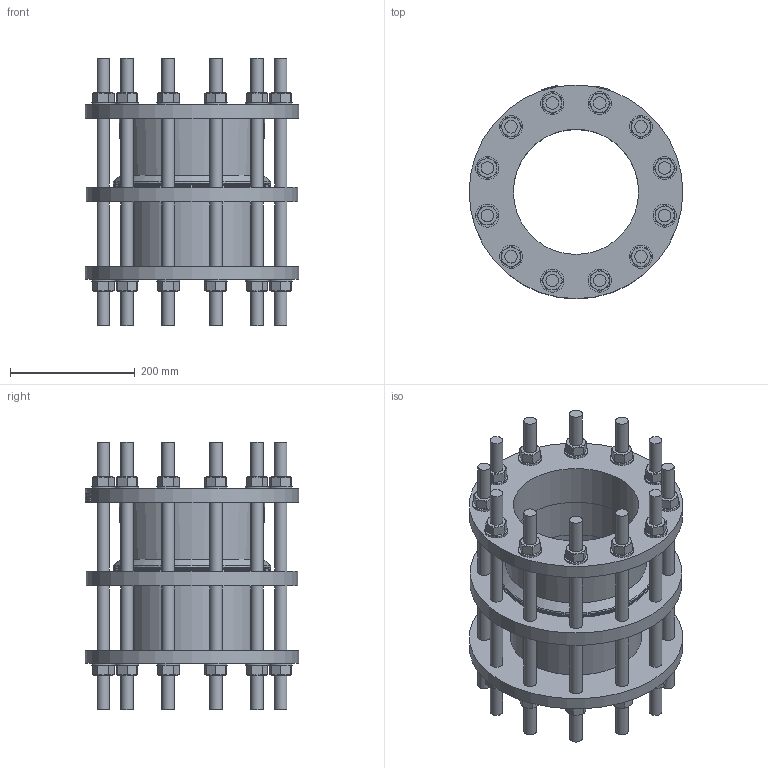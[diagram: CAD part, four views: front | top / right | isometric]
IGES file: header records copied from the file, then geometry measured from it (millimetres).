
Start section: SolidWorks IGES file using analytic representation for surfaces
Global section: file name: O_265_50_DN0200_1X_AA2.igs; native system: SolidWorks 2012; preprocessor: SolidWorks 2012; author: pbm; date: 171025.103225; units: millimetre
Bounding box: 343 x 343 x 430 mm (x, y, z)
Surface area: 1006000.7 mm2 (no closed solid volume)
Topology: 0 solids, 0 shells, 558 faces, 2486 edges, 2314 vertices
Faces by surface type: bspline 293, revolution 265
